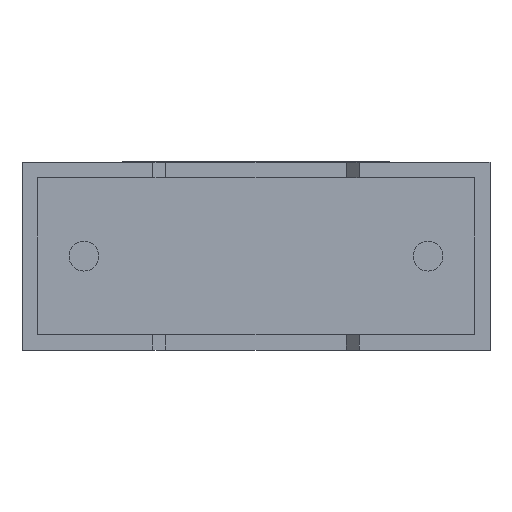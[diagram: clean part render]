
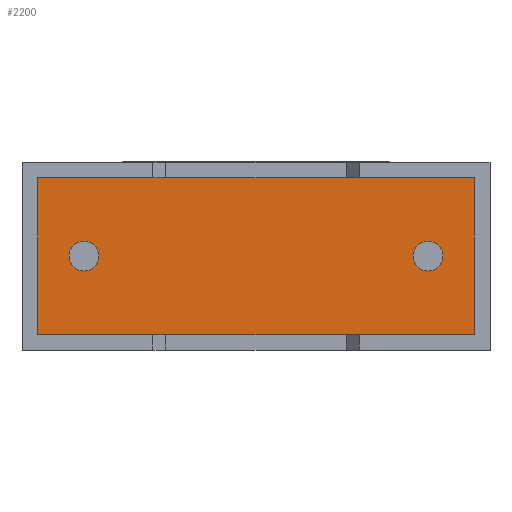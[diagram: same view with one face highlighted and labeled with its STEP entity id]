
A CAD part, front view. The second image highlights one B-rep face of the part: STEP entity #2200.
In plain terms, the highlighted planar face has unit normal (0, -1, 0).
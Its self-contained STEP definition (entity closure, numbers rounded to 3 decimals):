
#34 = CARTESIAN_POINT ( 'NONE',  ( 9.86, 0.75, 3.76 ) ) ;
#156 = VERTEX_POINT ( 'NONE', #490 ) ;
#233 = CARTESIAN_POINT ( 'NONE',  ( 0.34, 0.75, 3.76 ) ) ;
#277 = CARTESIAN_POINT ( 'NONE',  ( 8.85, 0.75, 1.725 ) ) ;
#388 = AXIS2_PLACEMENT_3D ( 'NONE', #1923, #2417, #1425 ) ;
#408 = DIRECTION ( 'NONE',  ( 0., -1., 0. ) ) ;
#476 = LINE ( 'NONE', #2539, #1659 ) ;
#490 = CARTESIAN_POINT ( 'NONE',  ( 1.35, 0.75, 2.375 ) ) ;
#494 = AXIS2_PLACEMENT_3D ( 'NONE', #1432, #1400, #1218 ) ;
#512 = EDGE_CURVE ( 'NONE', #1638, #1556, #2056, .T. ) ;
#528 = EDGE_CURVE ( 'NONE', #1924, #1066, #1356, .T. ) ;
#533 = PLANE ( 'NONE',  #388 ) ;
#566 = ORIENTED_EDGE ( 'NONE', *, *, #2318, .T. ) ;
#607 = DIRECTION ( 'NONE',  ( 0., 0., -1. ) ) ;
#713 = FACE_OUTER_BOUND ( 'NONE', #1240, .T. ) ;
#778 = FACE_BOUND ( 'NONE', #2684, .T. ) ;
#784 = CIRCLE ( 'NONE', #494, 0.325 ) ;
#851 = VERTEX_POINT ( 'NONE', #233 ) ;
#898 = CARTESIAN_POINT ( 'NONE',  ( 0.34, 0.75, 0.34 ) ) ;
#962 = LINE ( 'NONE', #2866, #2999 ) ;
#970 = ORIENTED_EDGE ( 'NONE', *, *, #1818, .T. ) ;
#1058 = CARTESIAN_POINT ( 'NONE',  ( 1.35, 0.75, 2.05 ) ) ;
#1066 = VERTEX_POINT ( 'NONE', #1766 ) ;
#1117 = AXIS2_PLACEMENT_3D ( 'NONE', #1476, #2683, #2455 ) ;
#1142 = ORIENTED_EDGE ( 'NONE', *, *, #1731, .F. ) ;
#1168 = CARTESIAN_POINT ( 'NONE',  ( 9.86, 0.75, 0.34 ) ) ;
#1218 = DIRECTION ( 'NONE',  ( 0., 0., -1. ) ) ;
#1240 = EDGE_LOOP ( 'NONE', ( #566, #2663, #970, #1297 ) ) ;
#1287 = LINE ( 'NONE', #1320, #1813 ) ;
#1297 = ORIENTED_EDGE ( 'NONE', *, *, #2002, .T. ) ;
#1307 = DIRECTION ( 'NONE',  ( 0., -1., 0. ) ) ;
#1320 = CARTESIAN_POINT ( 'NONE',  ( 0.34, 0.75, 3.76 ) ) ;
#1356 = CIRCLE ( 'NONE', #1798, 0.325 ) ;
#1400 = DIRECTION ( 'NONE',  ( 0., -1., 0. ) ) ;
#1425 = DIRECTION ( 'NONE',  ( 0., 0., -1. ) ) ;
#1432 = CARTESIAN_POINT ( 'NONE',  ( 8.85, 0.75, 2.05 ) ) ;
#1476 = CARTESIAN_POINT ( 'NONE',  ( 1.35, 0.75, 2.05 ) ) ;
#1494 = ORIENTED_EDGE ( 'NONE', *, *, #528, .F. ) ;
#1524 = ORIENTED_EDGE ( 'NONE', *, *, #1639, .F. ) ;
#1556 = VERTEX_POINT ( 'NONE', #1168 ) ;
#1638 = VERTEX_POINT ( 'NONE', #2626 ) ;
#1639 = EDGE_CURVE ( 'NONE', #2810, #156, #1808, .T. ) ;
#1659 = VECTOR ( 'NONE', #2301, 1000. ) ;
#1731 = EDGE_CURVE ( 'NONE', #156, #2810, #3045, .T. ) ;
#1753 = AXIS2_PLACEMENT_3D ( 'NONE', #1058, #1307, #2964 ) ;
#1766 = CARTESIAN_POINT ( 'NONE',  ( 8.85, 0.75, 2.375 ) ) ;
#1798 = AXIS2_PLACEMENT_3D ( 'NONE', #2508, #408, #607 ) ;
#1808 = CIRCLE ( 'NONE', #1117, 0.325 ) ;
#1813 = VECTOR ( 'NONE', #2725, 1000. ) ;
#1818 = EDGE_CURVE ( 'NONE', #1556, #2535, #476, .T. ) ;
#1905 = DIRECTION ( 'NONE',  ( -1., 0., 0. ) ) ;
#1923 = CARTESIAN_POINT ( 'NONE',  ( 0., 0.75, 0. ) ) ;
#1924 = VERTEX_POINT ( 'NONE', #277 ) ;
#2002 = EDGE_CURVE ( 'NONE', #2535, #851, #962, .T. ) ;
#2028 = DIRECTION ( 'NONE',  ( 1., 0., 0. ) ) ;
#2056 = LINE ( 'NONE', #898, #2538 ) ;
#2191 = FACE_BOUND ( 'NONE', #2937, .T. ) ;
#2200 = ADVANCED_FACE ( 'NONE', ( #2191, #713, #778 ), #533, .T. ) ;
#2301 = DIRECTION ( 'NONE',  ( 0., 0., 1. ) ) ;
#2318 = EDGE_CURVE ( 'NONE', #851, #1638, #1287, .T. ) ;
#2376 = ORIENTED_EDGE ( 'NONE', *, *, #2548, .F. ) ;
#2417 = DIRECTION ( 'NONE',  ( 0., -1., 0. ) ) ;
#2455 = DIRECTION ( 'NONE',  ( 0., 0., -1. ) ) ;
#2508 = CARTESIAN_POINT ( 'NONE',  ( 8.85, 0.75, 2.05 ) ) ;
#2535 = VERTEX_POINT ( 'NONE', #34 ) ;
#2538 = VECTOR ( 'NONE', #2028, 1000. ) ;
#2539 = CARTESIAN_POINT ( 'NONE',  ( 9.86, 0.75, 0.34 ) ) ;
#2548 = EDGE_CURVE ( 'NONE', #1066, #1924, #784, .T. ) ;
#2626 = CARTESIAN_POINT ( 'NONE',  ( 0.34, 0.75, 0.34 ) ) ;
#2663 = ORIENTED_EDGE ( 'NONE', *, *, #512, .T. ) ;
#2683 = DIRECTION ( 'NONE',  ( 0., -1., 0. ) ) ;
#2684 = EDGE_LOOP ( 'NONE', ( #1142, #1524 ) ) ;
#2725 = DIRECTION ( 'NONE',  ( 0., 0., -1. ) ) ;
#2780 = CARTESIAN_POINT ( 'NONE',  ( 1.35, 0.75, 1.725 ) ) ;
#2810 = VERTEX_POINT ( 'NONE', #2780 ) ;
#2866 = CARTESIAN_POINT ( 'NONE',  ( 9.86, 0.75, 3.76 ) ) ;
#2937 = EDGE_LOOP ( 'NONE', ( #2376, #1494 ) ) ;
#2964 = DIRECTION ( 'NONE',  ( 0., 0., -1. ) ) ;
#2999 = VECTOR ( 'NONE', #1905, 1000. ) ;
#3045 = CIRCLE ( 'NONE', #1753, 0.325 ) ;
